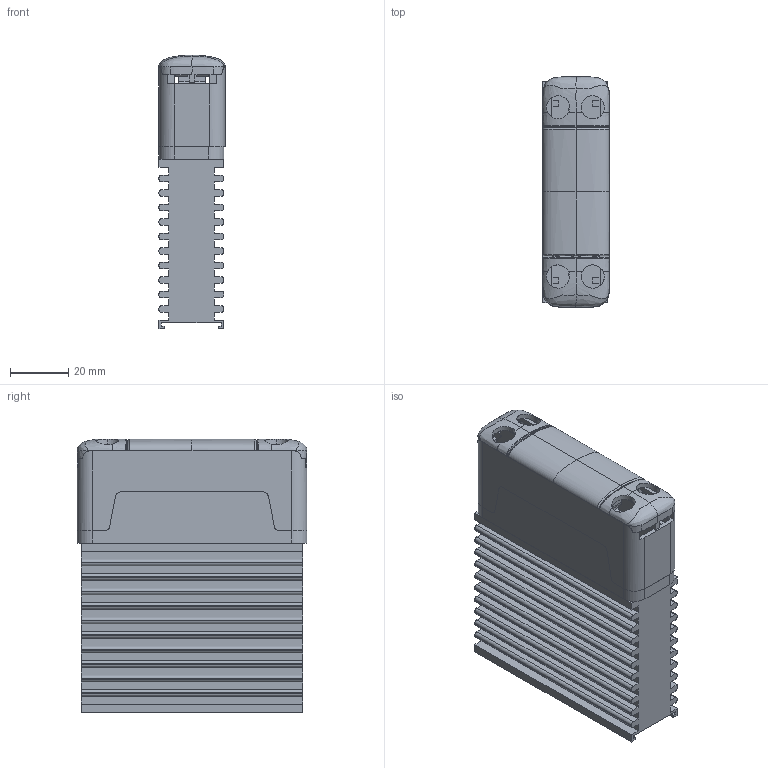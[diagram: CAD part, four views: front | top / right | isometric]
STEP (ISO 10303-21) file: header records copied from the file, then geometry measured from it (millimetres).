
FILE_DESCRIPTION (( 'STEP AP203' ), '1' );
FILE_NAME ('Ñáîðêà2.STEP', '2024-10-23T16:37:05', ( '' ), ( '' ), 'SwSTEP 2.0', 'SolidWorks 2022', '' );
FILE_SCHEMA (( 'CONFIG_CONTROL_DESIGN' ));
Length unit declared in the file: millimetre
Products named in the file (1): Сборка2
Bounding box: 22.8 x 79.25 x 94.4 mm (x, y, z)
Volume: 103183.3 mm3; surface area: 50638.5 mm2
Topology: 6 solids, 6 shells, 679 faces, 1985 edges, 1298 vertices
Faces by surface type: plane 426, cylinder 167, bspline 70, cone 16
Entity records: 52757 total; most frequent: CARTESIAN_POINT 35402, ORIENTED_EDGE 3970, DIRECTION 3119, EDGE_CURVE 1985, VERTEX_POINT 1298, LINE 1275, VECTOR 1275, AXIS2_PLACEMENT_3D 922
